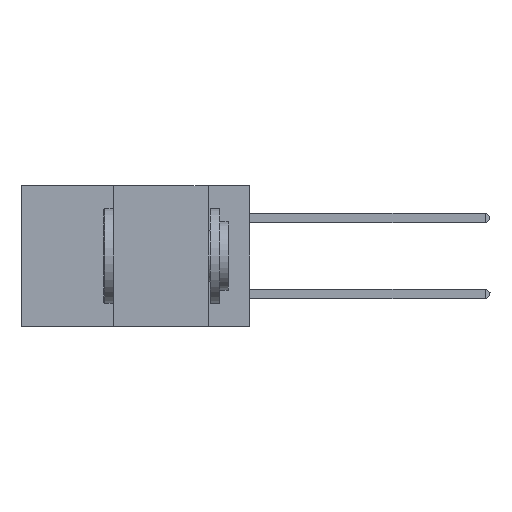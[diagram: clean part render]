
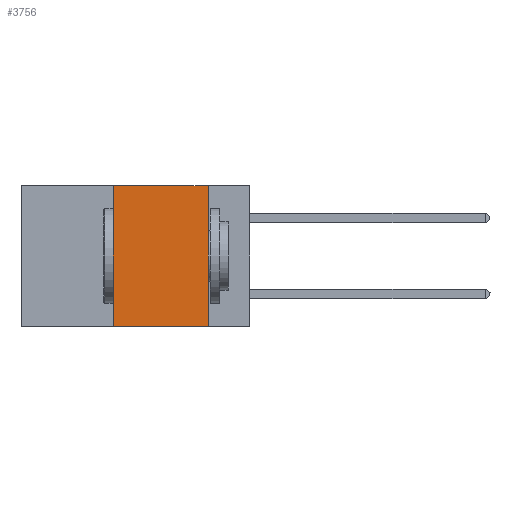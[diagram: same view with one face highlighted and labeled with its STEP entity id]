
A CAD part, left-side view. The second image highlights one B-rep face of the part: STEP entity #3756.
In plain terms, the highlighted planar face has unit normal (-1, 0, 0).
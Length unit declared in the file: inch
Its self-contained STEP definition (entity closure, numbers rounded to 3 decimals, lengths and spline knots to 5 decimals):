
#277 = DIRECTION ( 'NONE',  ( 0., -1., 0. ) ) ;
#1073 = VERTEX_POINT ( 'NONE', #14624 ) ;
#2311 = ORIENTED_EDGE ( 'NONE', *, *, #3995, .F. ) ;
#2952 = ORIENTED_EDGE ( 'NONE', *, *, #10541, .T. ) ;
#3756 = ADVANCED_FACE ( 'NONE', ( #23462 ), #12236, .F. ) ;
#3995 = EDGE_CURVE ( 'NONE', #19921, #12519, #15062, .T. ) ;
#4274 = EDGE_LOOP ( 'NONE', ( #17293, #23695, #2311, #2952 ) ) ;
#4601 = AXIS2_PLACEMENT_3D ( 'NONE', #21446, #10363, #23333 ) ;
#5562 = CARTESIAN_POINT ( 'NONE',  ( 0., 0.36, 0. ) ) ;
#6108 = CARTESIAN_POINT ( 'NONE',  ( 0., 0.6, 0. ) ) ;
#7302 = LINE ( 'NONE', #17942, #8771 ) ;
#8771 = VECTOR ( 'NONE', #19772, 39.37008 ) ;
#9479 = CARTESIAN_POINT ( 'NONE',  ( 0., 0.11, 0. ) ) ;
#10363 = DIRECTION ( 'NONE',  ( 1., 0., 0. ) ) ;
#10541 = EDGE_CURVE ( 'NONE', #19921, #1073, #7302, .T. ) ;
#11909 = VECTOR ( 'NONE', #15791, 39.37008 ) ;
#12202 = CARTESIAN_POINT ( 'NONE',  ( 0., 0.36, -0.37 ) ) ;
#12236 = PLANE ( 'NONE',  #4601 ) ;
#12519 = VERTEX_POINT ( 'NONE', #5562 ) ;
#13381 = LINE ( 'NONE', #6108, #20935 ) ;
#14624 = CARTESIAN_POINT ( 'NONE',  ( 0., 0.11, -0.37 ) ) ;
#14771 = VERTEX_POINT ( 'NONE', #22993 ) ;
#15062 = LINE ( 'NONE', #21209, #11909 ) ;
#15791 = DIRECTION ( 'NONE',  ( 0., 0., 1. ) ) ;
#17293 = ORIENTED_EDGE ( 'NONE', *, *, #20059, .F. ) ;
#17503 = LINE ( 'NONE', #9479, #21809 ) ;
#17942 = CARTESIAN_POINT ( 'NONE',  ( 0., 0.6, -0.37 ) ) ;
#19607 = EDGE_CURVE ( 'NONE', #12519, #14771, #13381, .T. ) ;
#19772 = DIRECTION ( 'NONE',  ( 0., -1., 0. ) ) ;
#19921 = VERTEX_POINT ( 'NONE', #12202 ) ;
#20059 = EDGE_CURVE ( 'NONE', #14771, #1073, #17503, .T. ) ;
#20488 = DIRECTION ( 'NONE',  ( 0., 0., -1. ) ) ;
#20935 = VECTOR ( 'NONE', #277, 39.37008 ) ;
#21209 = CARTESIAN_POINT ( 'NONE',  ( 0., 0.36, 0. ) ) ;
#21446 = CARTESIAN_POINT ( 'NONE',  ( 0., 0.6, 0. ) ) ;
#21809 = VECTOR ( 'NONE', #20488, 39.37008 ) ;
#22993 = CARTESIAN_POINT ( 'NONE',  ( 0., 0.11, 0. ) ) ;
#23333 = DIRECTION ( 'NONE',  ( 0., 0., -1. ) ) ;
#23462 = FACE_OUTER_BOUND ( 'NONE', #4274, .T. ) ;
#23695 = ORIENTED_EDGE ( 'NONE', *, *, #19607, .F. ) ;
